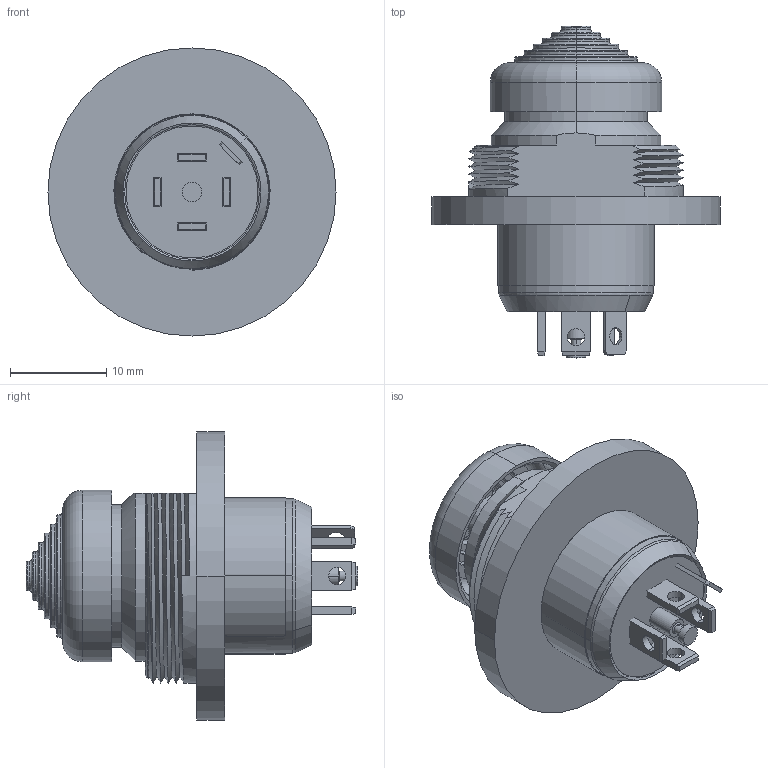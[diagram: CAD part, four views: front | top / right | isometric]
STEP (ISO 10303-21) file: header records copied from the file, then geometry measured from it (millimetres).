
FILE_DESCRIPTION((''),'2;1');
FILE_NAME('04J-BS-C01','2013-10-18T',('Administrator'),(''),'PRO/ENGINEER BY PARAMETRIC TECHNOLOGY CORPORATION, 2006200','PRO/ENGINEER BY PARAMETRIC TECHNOLOGY CORPORATION, 2006200','');
FILE_SCHEMA(('CONFIG_CONTROL_DESIGN'));
Length unit declared in the file: inch
Products named in the file (1): 04J-BS-C01
Bounding box: 29.87 x 34.42 x 29.87 mm (x, y, z)
Surface area: 10362.7 mm2 (no closed solid volume)
Topology: 0 solids, 21 shells, 1009 faces, 2669 edges, 1762 vertices
Faces by surface type: plane 447, cylinder 313, torus 91, cone 84, bspline 48, sphere 24, revolution 2
Entity records: 44234 total; most frequent: CARTESIAN_POINT 11117, ORIENTED_EDGE 5334, DIRECTION 5077, PRESENTATION_STYLE_ASSIGNMENT 2692, STYLED_ITEM 2688, CURVE_STYLE 2667, EDGE_CURVE 2667, AXIS2_PLACEMENT_3D 1993
